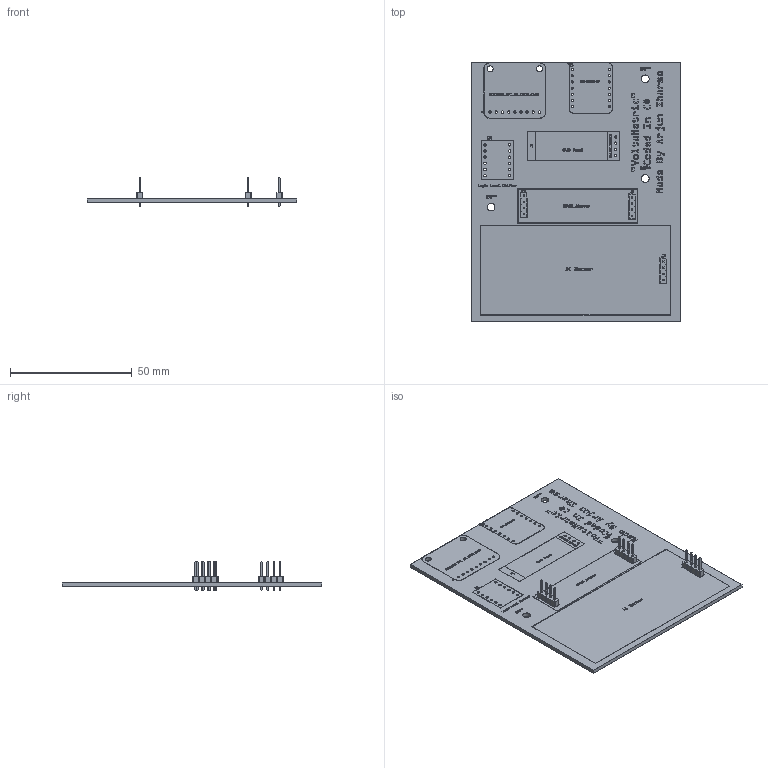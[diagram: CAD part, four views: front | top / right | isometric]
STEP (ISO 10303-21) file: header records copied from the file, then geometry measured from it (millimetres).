
FILE_DESCRIPTION(('KiCad electronic assembly'),'2;1');
FILE_NAME('VoltaPCB.step','2025-12-15T18:19:33',('Pcbnew'),('Kicad'), 'Open CASCADE STEP processor 7.9','KiCad to STEP converter','Unknown' );
FILE_SCHEMA(('AUTOMOTIVE_DESIGN { 1 0 10303 214 1 1 1 1 }'));
Length unit declared in the file: millimetre
Products named in the file (7): VoltaPCB 1; PinHeader_1x04_P2.54mm_Vertical; VoltaPCB_silkscreen; VoltaPCB_soldermask; VoltaPCB_PCB
Assembly tree (8 placements, depth 2):
  VoltaPCB 1
    PinHeader_1x04_P2.54mm_Vertical  x3
    VoltaPCB_silkscreen
    VoltaPCB_silkscreen
    VoltaPCB_soldermask
    VoltaPCB_soldermask
    VoltaPCB_PCB
Bounding box: 86.37 x 106.85 x 11.54 mm (x, y, z)
Volume: 14062.8 mm3; surface area: 39285.6 mm2
Topology: 4 solids, 189 shells, 547 faces, 6899 edges, 6569 vertices
Faces by surface type: plane 491, cylinder 56
Full cylindrical faces by diameter (mm): 0.889 x14, 1 x25, 1.016 x12, 2.5 x2, 3.2 x3
Entity records: 58809 total; most frequent: CARTESIAN_POINT 13052, DIRECTION 8131, ORIENTED_EDGE 6841, EDGE_CURVE 6423, VERTEX_POINT 6273, LINE 5427, VECTOR 5427, AXIS2_PLACEMENT_3D 1352
